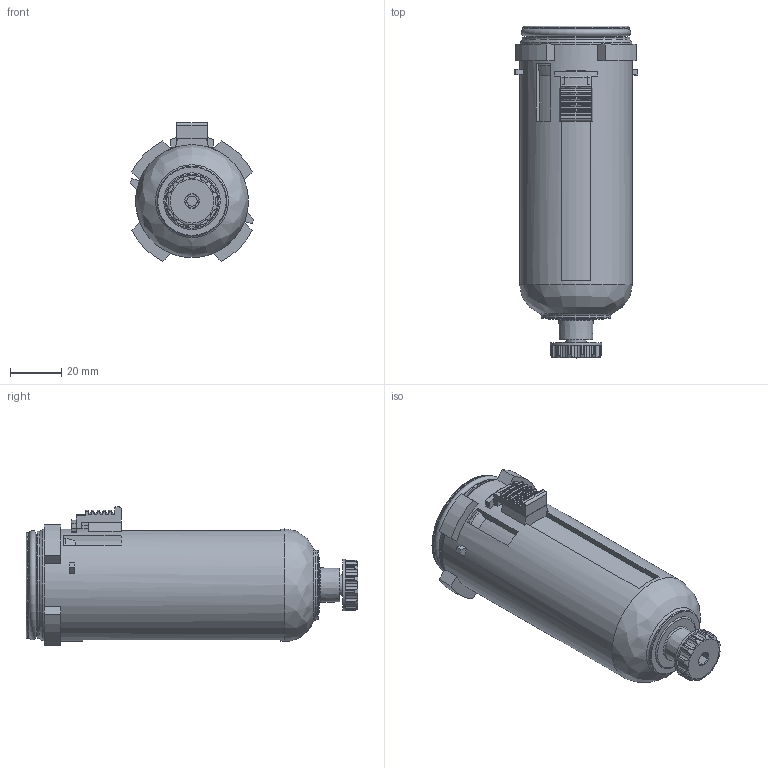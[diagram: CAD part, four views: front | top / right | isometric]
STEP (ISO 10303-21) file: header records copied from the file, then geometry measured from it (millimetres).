
FILE_DESCRIPTION( ( 'STEP AP203' ), ' ' );
FILE_NAME( '90002.0200.stp', '2017-03-10T08:38:03', ( '' ), ( '' ), ' ', 'PARTsolutions', ' ' );
FILE_SCHEMA( ( 'CONFIG_CONTROL_DESIGN' ) );
Length unit declared in the file: millimetre
Products named in the file (4): 90002.0200; _90002.0200_G; _90002.0200_A; _90002.0200_RE
Assembly tree (3 placements, depth 2):
  90002.0200
    _90002.0200_G
    _90002.0200_A
    _90002.0200_RE
Bounding box: 47.99 x 129 x 53.88 mm (x, y, z)
Volume: 167973.9 mm3; surface area: 23434.2 mm2
Topology: 3 solids, 3 shells, 259 faces, 697 edges, 456 vertices
Faces by surface type: plane 106, cylinder 104, torus 37, cone 11, bspline 1
Full cylindrical faces by diameter (mm): 4 x1, 7.6 x1, 8 x1, 8.566 x1, 9.728 x1, 20 x1, 27 x1, 37.9 x2, 41.3 x1, 41.8 x1, 43.4 x1, 43.8 x1
Entity records: 8550 total; most frequent: CARTESIAN_POINT 2089, DIRECTION 1320, ORIENTED_EDGE 1308, EDGE_CURVE 654, AXIS2_PLACEMENT_3D 512, VERTEX_POINT 449, EDGE_LOOP 306, LINE 296
